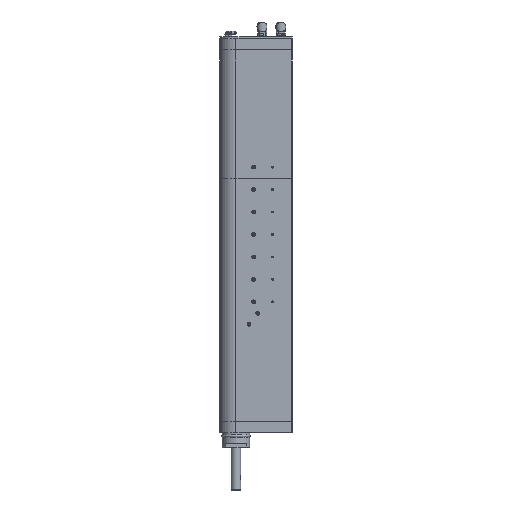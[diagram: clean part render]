
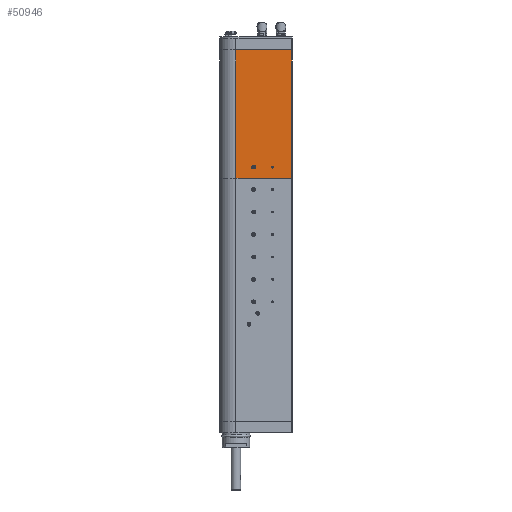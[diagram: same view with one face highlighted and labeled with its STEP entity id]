
A CAD part, left-side view. The second image highlights one B-rep face of the part: STEP entity #50946.
In plain terms, the highlighted planar face has unit normal (-1, 0, 0).
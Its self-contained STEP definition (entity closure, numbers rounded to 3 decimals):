
#1010 = CARTESIAN_POINT ( 'NONE',  ( -44., -47., 685. ) ) ;
#1254 = DIRECTION ( 'NONE',  ( 0., 0., 1. ) ) ;
#2682 = EDGE_LOOP ( 'NONE', ( #45438 ) ) ;
#11467 = ORIENTED_EDGE ( 'NONE', *, *, #139511, .T. ) ;
#12847 = VERTEX_POINT ( 'NONE', #1010 ) ;
#13094 = CARTESIAN_POINT ( 'NONE',  ( -44., -149., 993. ) ) ;
#13753 = ORIENTED_EDGE ( 'NONE', *, *, #67847, .T. ) ;
#14119 = DIRECTION ( 'NONE',  ( 0., 0., 1. ) ) ;
#20759 = PLANE ( 'NONE',  #132129 ) ;
#21229 = CARTESIAN_POINT ( 'NONE',  ( -44., -149., 992.9 ) ) ;
#24856 = VERTEX_POINT ( 'NONE', #149924 ) ;
#29066 = VECTOR ( 'NONE', #40616, 1000. ) ;
#35997 = CARTESIAN_POINT ( 'NONE',  ( -44., -149., 650.001 ) ) ;
#36077 = EDGE_LOOP ( 'NONE', ( #126041 ) ) ;
#37675 = LINE ( 'NONE', #13094, #38337 ) ;
#38337 = VECTOR ( 'NONE', #1254, 1000. ) ;
#38756 = VERTEX_POINT ( 'NONE', #21229 ) ;
#40221 = DIRECTION ( 'NONE',  ( -1., 0., 0. ) ) ;
#40616 = DIRECTION ( 'NONE',  ( 0., -1., 0. ) ) ;
#44503 = CARTESIAN_POINT ( 'NONE',  ( -44., -98., 682.5 ) ) ;
#45362 = FACE_OUTER_BOUND ( 'NONE', #52807, .T. ) ;
#45438 = ORIENTED_EDGE ( 'NONE', *, *, #91830, .F. ) ;
#46925 = DIRECTION ( 'NONE',  ( 1., 0., 0. ) ) ;
#50946 = ADVANCED_FACE ( 'NONE', ( #93608, #45362, #59593 ), #20759, .F. ) ;
#51400 = DIRECTION ( 'NONE',  ( -1., 0., 0. ) ) ;
#52807 = EDGE_LOOP ( 'NONE', ( #142975, #134210, #13753, #11467 ) ) ;
#52911 = DIRECTION ( 'NONE',  ( 0., 0., 1. ) ) ;
#59593 = FACE_BOUND ( 'NONE', #36077, .T. ) ;
#64980 = CARTESIAN_POINT ( 'NONE',  ( -44., 0., 993. ) ) ;
#67309 = LINE ( 'NONE', #64980, #110487 ) ;
#67847 = EDGE_CURVE ( 'NONE', #153742, #38756, #37675, .T. ) ;
#70653 = CARTESIAN_POINT ( 'NONE',  ( -44., -151., 993. ) ) ;
#70740 = CARTESIAN_POINT ( 'NONE',  ( -44., 0., 992.9 ) ) ;
#73092 = LINE ( 'NONE', #70740, #119188 ) ;
#80994 = VERTEX_POINT ( 'NONE', #81288 ) ;
#81288 = CARTESIAN_POINT ( 'NONE',  ( -44., 0., 992.9 ) ) ;
#82908 = EDGE_CURVE ( 'NONE', #12847, #12847, #102045, .T. ) ;
#86445 = DIRECTION ( 'NONE',  ( 0., 1., 0. ) ) ;
#91830 = EDGE_CURVE ( 'NONE', #116515, #116515, #127482, .T. ) ;
#93608 = FACE_BOUND ( 'NONE', #2682, .T. ) ;
#97204 = AXIS2_PLACEMENT_3D ( 'NONE', #139954, #40221, #52911 ) ;
#98994 = EDGE_CURVE ( 'NONE', #24856, #153742, #100806, .T. ) ;
#100806 = LINE ( 'NONE', #137244, #29066 ) ;
#102045 = CIRCLE ( 'NONE', #147489, 5. ) ;
#110487 = VECTOR ( 'NONE', #115619, 1000. ) ;
#115619 = DIRECTION ( 'NONE',  ( 0., 0., -1. ) ) ;
#116515 = VERTEX_POINT ( 'NONE', #44503 ) ;
#119188 = VECTOR ( 'NONE', #86445, 1000. ) ;
#126041 = ORIENTED_EDGE ( 'NONE', *, *, #82908, .F. ) ;
#127482 = CIRCLE ( 'NONE', #97204, 2.5 ) ;
#130516 = EDGE_CURVE ( 'NONE', #80994, #24856, #67309, .T. ) ;
#132129 = AXIS2_PLACEMENT_3D ( 'NONE', #70653, #46925, #154652 ) ;
#134210 = ORIENTED_EDGE ( 'NONE', *, *, #98994, .T. ) ;
#137244 = CARTESIAN_POINT ( 'NONE',  ( -44., -151., 650.001 ) ) ;
#139511 = EDGE_CURVE ( 'NONE', #38756, #80994, #73092, .T. ) ;
#139954 = CARTESIAN_POINT ( 'NONE',  ( -44., -98., 680. ) ) ;
#142975 = ORIENTED_EDGE ( 'NONE', *, *, #130516, .T. ) ;
#146409 = CARTESIAN_POINT ( 'NONE',  ( -44., -47., 680. ) ) ;
#147489 = AXIS2_PLACEMENT_3D ( 'NONE', #146409, #51400, #14119 ) ;
#149924 = CARTESIAN_POINT ( 'NONE',  ( -44., 0., 650.001 ) ) ;
#153742 = VERTEX_POINT ( 'NONE', #35997 ) ;
#154652 = DIRECTION ( 'NONE',  ( 0., 0., -1. ) ) ;
